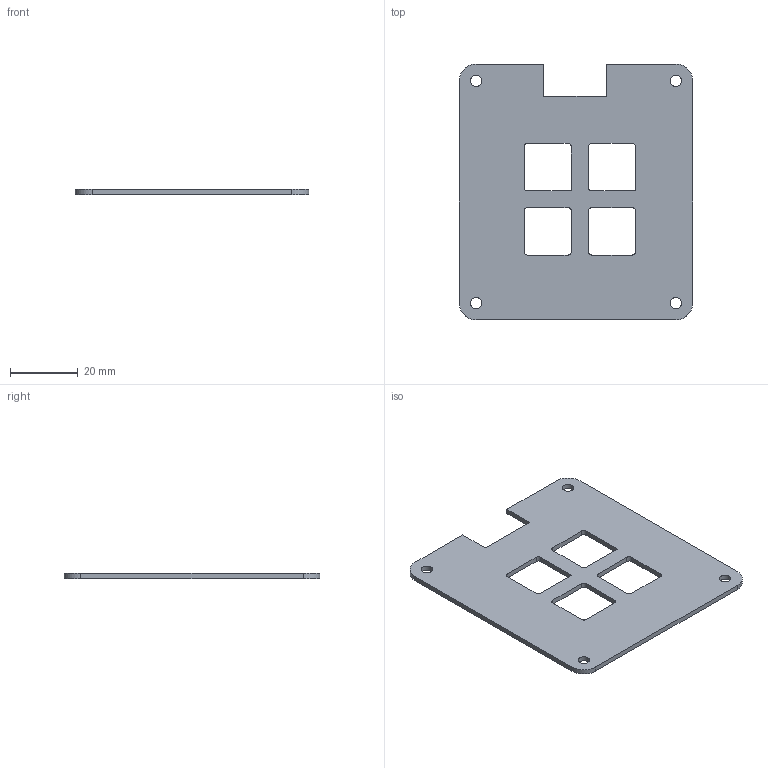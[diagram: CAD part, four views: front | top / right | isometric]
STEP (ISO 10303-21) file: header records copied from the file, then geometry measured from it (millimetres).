
FILE_DESCRIPTION(('FreeCAD Model'),'2;1');
FILE_NAME('Open CASCADE Shape Model','2025-03-14T16:39:46',('Author'),( ''),'Open CASCADE STEP processor 7.7','FreeCAD','Unknown');
FILE_SCHEMA(('AUTOMOTIVE_DESIGN { 1 0 10303 214 1 1 1 1 }'));
Length unit declared in the file: millimetre
Products named in the file (1): Fillet001
Bounding box: 69.1 x 75.7 x 1.5 mm (x, y, z)
Volume: 6324.5 mm3; surface area: 9273.8 mm2
Topology: 1 solids, 1 shells, 48 faces, 138 edges, 92 vertices
Faces by surface type: plane 26, cylinder 22
Full cylindrical faces by diameter (mm): 3.4 x4
Entity records: 1640 total; most frequent: DIRECTION 280, CARTESIAN_POINT 279, ORIENTED_EDGE 276, EDGE_CURVE 138, LINE 94, VECTOR 94, AXIS2_PLACEMENT_3D 93, VERTEX_POINT 92
